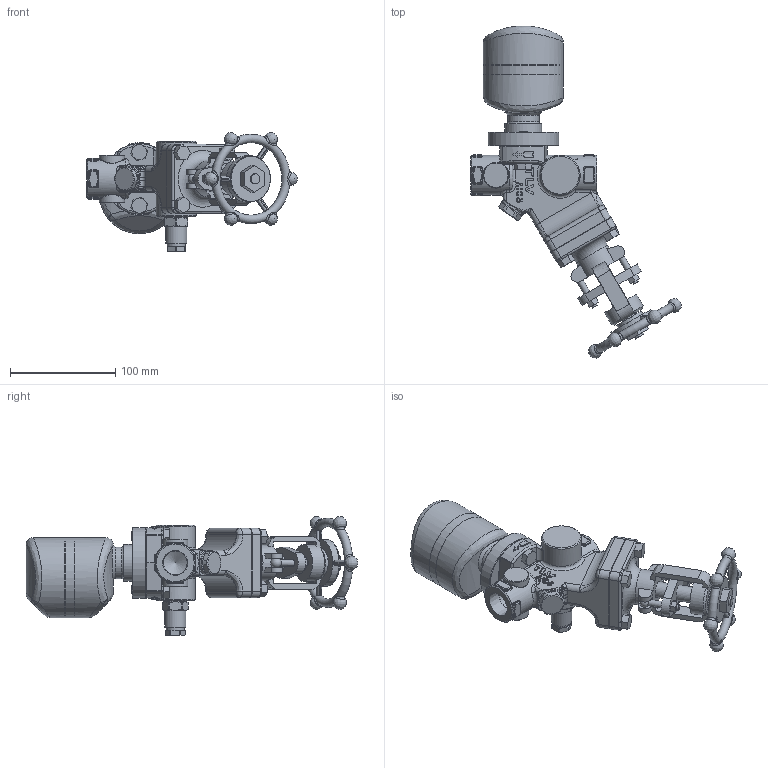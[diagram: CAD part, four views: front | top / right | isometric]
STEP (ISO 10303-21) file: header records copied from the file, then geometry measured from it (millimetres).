
FILE_DESCRIPTION(/* description */ (''),/* implementation_level */ '2;1');
FILE_NAME(/* name */ 'v1lb0-020-screw-s3.stp',/* time_stamp */ '2019-10-31T16:15:27+09:00',/* author */ ('nakaot'),/* organization */ (''),/* preprocessor_version */ 'ST-DEVELOPER v18',/* originating_system */ 'Autodesk Inventor 2020',/* authorisation */ '');
FILE_SCHEMA (('AUTOMOTIVE_DESIGN { 1 0 10303 214 3 1 1 }'));
Length unit declared in the file: millimetre
Products named in the file (1): V1LB-S3-020-SCREW
Bounding box: 200.1 x 315.53 x 113.09 mm (x, y, z)
Volume: 881833.4 mm3; surface area: 133828.7 mm2
Topology: 1 solids, 7 shells, 929 faces, 2394 edges, 1499 vertices
Faces by surface type: plane 391, cylinder 265, bspline 169, cone 57, torus 38, sphere 9
Full cylindrical faces by diameter (mm): 4 x2, 6 x4, 7 x1, 8 x1, 9.5 x1, 9.525 x2, 10.5 x2, 12.859 x2, 15 x4, 16 x1, 17 x2, 20 x1, 21 x1, 22.631 x2, 24 x3, 25 x1, 27 x1, 30 x1, 33 x1, 34 x1, 35 x4, 35.5 x1, 38 x3, 43 x1, 44 x1, 50 x1, 60 x2, 67 x1, 76 x3
Entity records: 35757 total; most frequent: CARTESIAN_POINT 13085, ORIENTED_EDGE 4716, DIRECTION 4307, EDGE_CURVE 2358, AXIS2_PLACEMENT_3D 1649, VERTEX_POINT 1501, EDGE_LOOP 1023, LINE 1009
